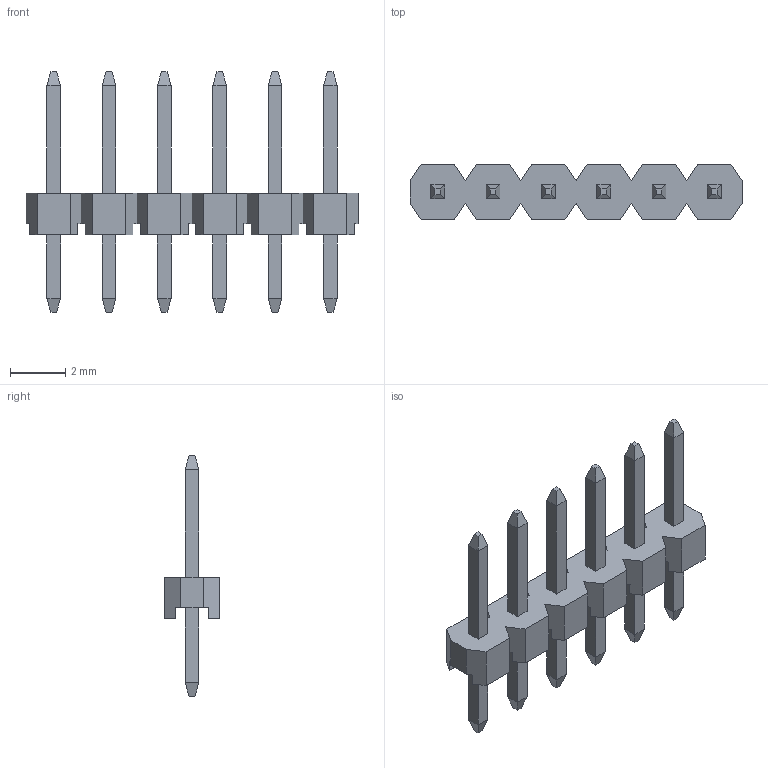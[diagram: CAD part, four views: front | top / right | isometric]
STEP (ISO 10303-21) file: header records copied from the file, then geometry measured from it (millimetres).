
FILE_DESCRIPTION(/* description */ (''),/* implementation_level */ '2;1');
FILE_NAME(/* name */ '314-100-006-xx.stp',/* time_stamp */ '2025-04-08T15:42:32+02:00',/* author */ ('Andreas.Larin'),/* organization */ (''),/* preprocessor_version */ 'ST-DEVELOPER v20',/* originating_system */ 'Autodesk Inventor 2025',/* authorisation */ '');
FILE_SCHEMA (('AUTOMOTIVE_DESIGN { 1 0 10303 214 3 1 1 }'));
Length unit declared in the file: millimetre
Products named in the file (1): 314-100-006-xx
Bounding box: 12 x 2 x 8.7 mm (x, y, z)
Volume: 36.7 mm3; surface area: 183 mm2
Topology: 1 solids, 1 shells, 172 faces, 426 edges, 268 vertices
Faces by surface type: plane 172
Entity records: 4969 total; most frequent: CARTESIAN_POINT 867, ORIENTED_EDGE 852, DIRECTION 772, LINE 426, VECTOR 426, EDGE_CURVE 426, VERTEX_POINT 268, EDGE_LOOP 184
